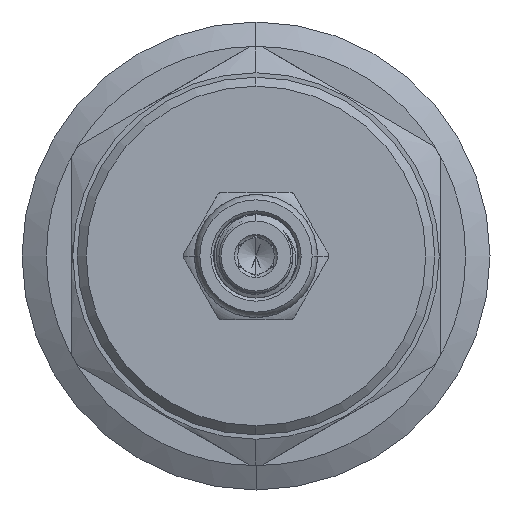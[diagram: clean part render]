
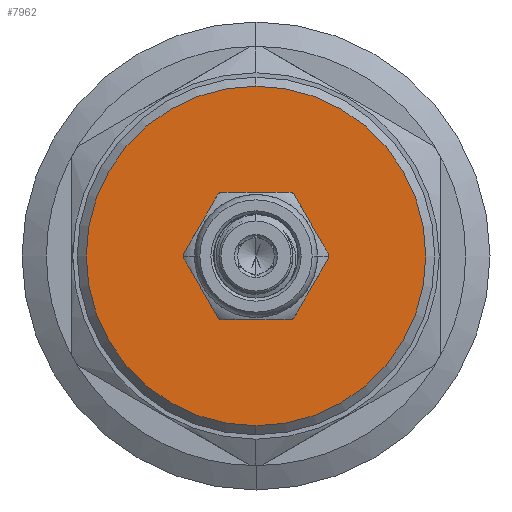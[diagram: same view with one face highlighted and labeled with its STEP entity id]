
A CAD part, left-side view. The second image highlights one B-rep face of the part: STEP entity #7962.
In plain terms, the highlighted planar face has unit normal (-1, 0, 0).
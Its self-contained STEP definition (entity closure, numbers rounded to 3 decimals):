
#2613 = VERTEX_POINT ( 'NONE', #4751 ) ;
#2615 = EDGE_LOOP ( 'NONE', ( #10531, #10689 ) ) ;
#2866 = EDGE_LOOP ( 'NONE', ( #10677, #10683 ) ) ;
#3155 = VERTEX_POINT ( 'NONE', #4810 ) ;
#3298 = VERTEX_POINT ( 'NONE', #4724 ) ;
#3391 = VERTEX_POINT ( 'NONE', #5300 ) ;
#3809 = CIRCLE ( 'NONE', #4347, 6.875 ) ;
#3843 = CIRCLE ( 'NONE', #4478, 19. ) ;
#3905 = CIRCLE ( 'NONE', #4455, 6.875 ) ;
#4081 = CIRCLE ( 'NONE', #4460, 19. ) ;
#4347 = AXIS2_PLACEMENT_3D ( 'NONE', #8244, #8243, #8242 ) ;
#4455 = AXIS2_PLACEMENT_3D ( 'NONE', #7114, #7115, #7116 ) ;
#4460 = AXIS2_PLACEMENT_3D ( 'NONE', #6764, #6765, #6766 ) ;
#4478 = AXIS2_PLACEMENT_3D ( 'NONE', #7029, #7030, #7031 ) ;
#4535 = AXIS2_PLACEMENT_3D ( 'NONE', #13549, #13536, #13550 ) ;
#4724 = CARTESIAN_POINT ( 'NONE',  ( -2.005, 0., -19. ) ) ;
#4751 = CARTESIAN_POINT ( 'NONE',  ( -2.005, 6.875, 0. ) ) ;
#4810 = CARTESIAN_POINT ( 'NONE',  ( -2.005, 0., 19. ) ) ;
#5300 = CARTESIAN_POINT ( 'NONE',  ( -2.005, -6.875, 0. ) ) ;
#6764 = CARTESIAN_POINT ( 'NONE',  ( -2.005, 0., 0. ) ) ;
#6765 = DIRECTION ( 'NONE',  ( 1., 0., 0. ) ) ;
#6766 = DIRECTION ( 'NONE',  ( 0., 0., -1. ) ) ;
#7029 = CARTESIAN_POINT ( 'NONE',  ( -2.005, 0., 0. ) ) ;
#7030 = DIRECTION ( 'NONE',  ( 1., 0., 0. ) ) ;
#7031 = DIRECTION ( 'NONE',  ( 0., 0., -1. ) ) ;
#7114 = CARTESIAN_POINT ( 'NONE',  ( -2.005, 0., 0. ) ) ;
#7115 = DIRECTION ( 'NONE',  ( -1., 0., 0. ) ) ;
#7116 = DIRECTION ( 'NONE',  ( 0., 0., -1. ) ) ;
#7962 = ADVANCED_FACE ( 'NONE', ( #14705, #14935 ), #13548, .F. ) ;
#8242 = DIRECTION ( 'NONE',  ( 0., 0., -1. ) ) ;
#8243 = DIRECTION ( 'NONE',  ( -1., 0., 0. ) ) ;
#8244 = CARTESIAN_POINT ( 'NONE',  ( -2.005, 0., 0. ) ) ;
#10531 = ORIENTED_EDGE ( 'NONE', *, *, #11433, .F. ) ;
#10677 = ORIENTED_EDGE ( 'NONE', *, *, #11647, .F. ) ;
#10683 = ORIENTED_EDGE ( 'NONE', *, *, #11583, .F. ) ;
#10689 = ORIENTED_EDGE ( 'NONE', *, *, #11674, .F. ) ;
#11433 = EDGE_CURVE ( 'NONE', #2613, #3391, #3809, .T. ) ;
#11583 = EDGE_CURVE ( 'NONE', #3155, #3298, #4081, .T. ) ;
#11647 = EDGE_CURVE ( 'NONE', #3298, #3155, #3843, .T. ) ;
#11674 = EDGE_CURVE ( 'NONE', #3391, #2613, #3905, .T. ) ;
#13536 = DIRECTION ( 'NONE',  ( 1., 0., 0. ) ) ;
#13548 = PLANE ( 'NONE',  #4535 ) ;
#13549 = CARTESIAN_POINT ( 'NONE',  ( -2.005, 19., 0. ) ) ;
#13550 = DIRECTION ( 'NONE',  ( 0., 0., -1. ) ) ;
#14705 = FACE_BOUND ( 'NONE', #2615, .T. ) ;
#14935 = FACE_OUTER_BOUND ( 'NONE', #2866, .T. ) ;
